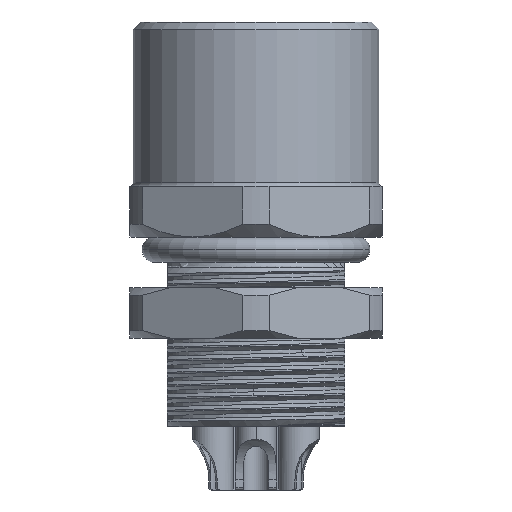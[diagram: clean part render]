
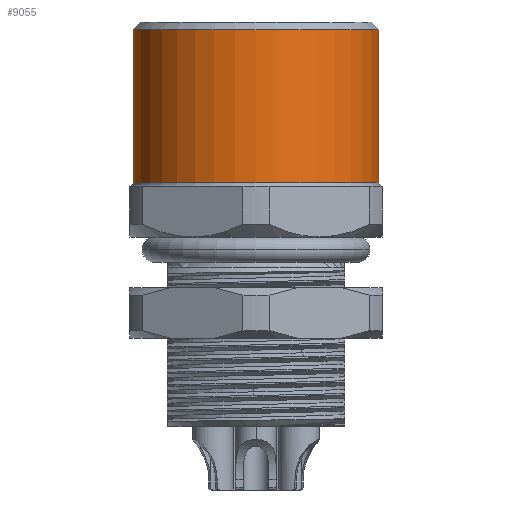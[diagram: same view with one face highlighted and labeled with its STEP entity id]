
A CAD part, front view. The second image highlights one B-rep face of the part: STEP entity #9055.
In plain terms, the highlighted cylindrical face has radius 4.85 mm (diameter 9.7 mm), a partial arc.
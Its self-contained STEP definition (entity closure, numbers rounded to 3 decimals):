
#3515=CARTESIAN_POINT('',(0.,0.,-0.15));
#3516=DIRECTION('',(0.,0.,-1.));
#3517=DIRECTION('',(1.,0.,0.));
#3518=AXIS2_PLACEMENT_3D('',#3515,#3516,#3517);
#3520=DIRECTION('',(0.,0.,1.));
#3521=VECTOR('',#3520,6.05);
#3522=CARTESIAN_POINT('',(-4.85,0.,-0.15));
#3523=LINE('',#3522,#3521);
#3524=CARTESIAN_POINT('',(0.,0.,5.9));
#3525=DIRECTION('',(0.,0.,1.));
#3526=DIRECTION('',(-1.,0.,0.));
#3527=AXIS2_PLACEMENT_3D('',#3524,#3525,#3526);
#3544=DIRECTION('',(0.,0.,1.));
#3545=VECTOR('',#3544,6.05);
#3546=CARTESIAN_POINT('',(4.85,0.,-0.15));
#3547=LINE('',#3546,#3545);
#8436=CARTESIAN_POINT('',(4.85,0.,5.9));
#8437=CARTESIAN_POINT('',(-4.85,0.,5.9));
#8438=VERTEX_POINT('',#8436);
#8439=VERTEX_POINT('',#8437);
#8552=CARTESIAN_POINT('',(-4.85,0.,-0.15));
#8553=CARTESIAN_POINT('',(4.85,0.,-0.15));
#8554=VERTEX_POINT('',#8552);
#8555=VERTEX_POINT('',#8553);
#9041=CARTESIAN_POINT('',(0.,0.,-0.3));
#9042=DIRECTION('',(0.,0.,1.));
#9043=DIRECTION('',(-1.,0.,0.));
#9044=AXIS2_PLACEMENT_3D('',#9041,#9042,#9043);
#9045=CYLINDRICAL_SURFACE('',#9044,4.85);
#9047=ORIENTED_EDGE('',*,*,#9046,.T.);
#9049=ORIENTED_EDGE('',*,*,#9048,.T.);
#9050=ORIENTED_EDGE('',*,*,#9035,.T.);
#9052=ORIENTED_EDGE('',*,*,#9051,.F.);
#9053=EDGE_LOOP('',(#9047,#9049,#9050,#9052));
#9054=FACE_OUTER_BOUND('',#9053,.F.);
#3519=CIRCLE('',#3518,4.85);
#3528=CIRCLE('',#3527,4.85);
#9035=EDGE_CURVE('',#8439,#8438,#3528,.T.);
#9046=EDGE_CURVE('',#8555,#8554,#3519,.T.);
#9048=EDGE_CURVE('',#8554,#8439,#3523,.T.);
#9051=EDGE_CURVE('',#8555,#8438,#3547,.T.);
#9055=ADVANCED_FACE('',(#9054),#9045,.T.);
